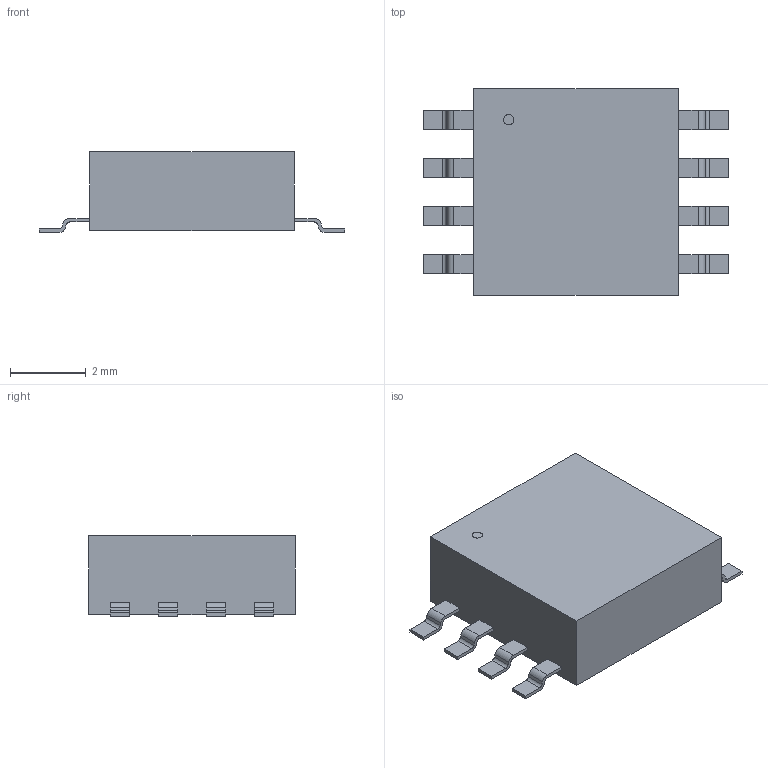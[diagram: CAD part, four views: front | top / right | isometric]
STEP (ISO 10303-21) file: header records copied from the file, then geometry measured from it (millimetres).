
FILE_DESCRIPTION(('FreeCAD Model'),'2;1');
FILE_NAME('Open CASCADE Shape Model','2024-02-22T15:33:37',( 'kicad StepUp'),('ksu MCAD'),'Open CASCADE STEP processor 7.6', 'FreeCAD','Unknown');
FILE_SCHEMA(('AUTOMOTIVE_DESIGN { 1 0 10303 214 1 1 1 1 }'));
Length unit declared in the file: millimetre
Products named in the file (1): part
Bounding box: 8.08 x 5.46 x 2.14 mm (x, y, z)
Volume: 62.1 mm3; surface area: 119.5 mm2
Topology: 10 solids, 10 shells, 121 faces, 909 edges, 2622 vertices
Faces by surface type: plane 88, cylinder 33
Full cylindrical faces by diameter (mm): 0.271 x1
Entity records: 13455 total; most frequent: CARTESIAN_POINT 3660, DIRECTION 1348, LINE 708, VECTOR 708, GEOMETRIC_CURVE_SET 607, ORIENTED_EDGE 606, TRIMMED_CURVE 606, PRESENTATION_STYLE_ASSIGNMENT 434
